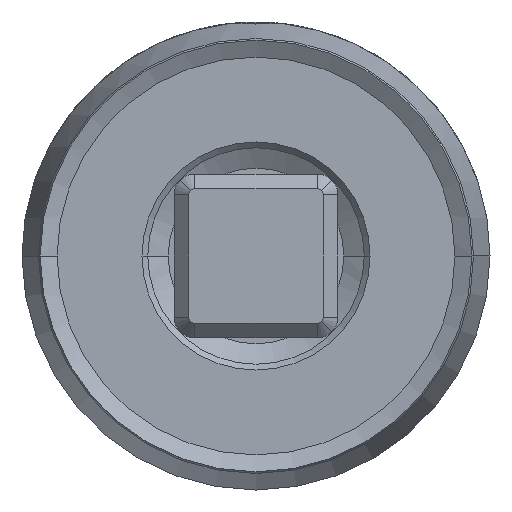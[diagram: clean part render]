
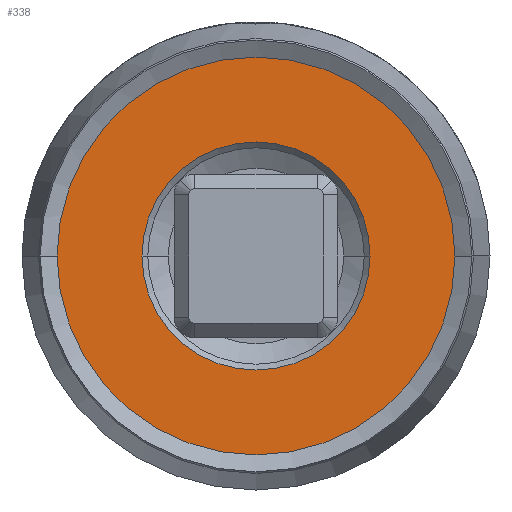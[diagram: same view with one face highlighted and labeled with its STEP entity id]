
A CAD part, left-side view. The second image highlights one B-rep face of the part: STEP entity #338.
In plain terms, the highlighted planar face has unit normal (-1, 0, 0).
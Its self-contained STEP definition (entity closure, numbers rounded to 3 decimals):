
#338=ADVANCED_FACE('',(#768,#769),#770,.F.);
#768=FACE_OUTER_BOUND('',#1332,.T.);
#769=FACE_BOUND('',#1333,.T.);
#770=PLANE('',#1334);
#1332=EDGE_LOOP('',(#2147,#2148));
#1333=EDGE_LOOP('',(#2149,#2150));
#1334=AXIS2_PLACEMENT_3D('',#2151,#2152,#2153);
#2147=ORIENTED_EDGE('',*,*,#3339,.T.);
#2148=ORIENTED_EDGE('',*,*,#3355,.T.);
#2149=ORIENTED_EDGE('',*,*,#3348,.F.);
#2150=ORIENTED_EDGE('',*,*,#3350,.F.);
#2151=CARTESIAN_POINT('',(-5.014,0.0,0.0));
#2152=DIRECTION('',(1.0,-0.0,0.0));
#2153=DIRECTION('',(0.0,1.0,0.0));
#3339=EDGE_CURVE('',#3966,#3970,#3972,.T.);
#3348=EDGE_CURVE('',#3985,#3983,#3987,.T.);
#3350=EDGE_CURVE('',#3983,#3985,#3989,.T.);
#3355=EDGE_CURVE('',#3970,#3966,#3994,.T.);
#3966=VERTEX_POINT('',#4847);
#3970=VERTEX_POINT('',#4852);
#3972=CIRCLE('',#4855,34.0);
#3983=VERTEX_POINT('',#4868);
#3985=VERTEX_POINT('',#4871);
#3987=CIRCLE('',#4874,19.5);
#3989=CIRCLE('',#4876,19.5);
#3994=CIRCLE('',#4881,34.0);
#4847=CARTESIAN_POINT('',(-5.014,34.0,0.0));
#4852=CARTESIAN_POINT('',(-5.014,-34.0,0.));
#4855=AXIS2_PLACEMENT_3D('',#6121,#6122,#6123);
#4868=CARTESIAN_POINT('',(-5.014,-19.5,0.));
#4871=CARTESIAN_POINT('',(-5.014,19.5,0.));
#4874=AXIS2_PLACEMENT_3D('',#6134,#6135,#6136);
#4876=AXIS2_PLACEMENT_3D('',#6137,#6138,#6139);
#4881=AXIS2_PLACEMENT_3D('',#6146,#6147,#6148);
#6121=CARTESIAN_POINT('',(-5.014,0.0,0.0));
#6122=DIRECTION('',(-1.0,0.0,0.0));
#6123=DIRECTION('',(0.0,1.0,0.0));
#6134=CARTESIAN_POINT('',(-5.014,0.0,0.0));
#6135=DIRECTION('',(-1.0,0.0,0.0));
#6136=DIRECTION('',(0.0,-1.0,0.0));
#6137=CARTESIAN_POINT('',(-5.014,0.0,0.0));
#6138=DIRECTION('',(-1.0,0.0,0.0));
#6139=DIRECTION('',(0.0,-1.0,0.0));
#6146=CARTESIAN_POINT('',(-5.014,0.0,0.0));
#6147=DIRECTION('',(-1.0,0.0,0.0));
#6148=DIRECTION('',(0.0,1.0,0.0));
